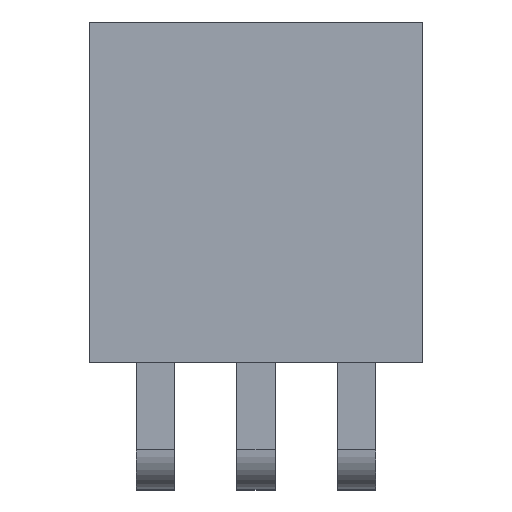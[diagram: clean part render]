
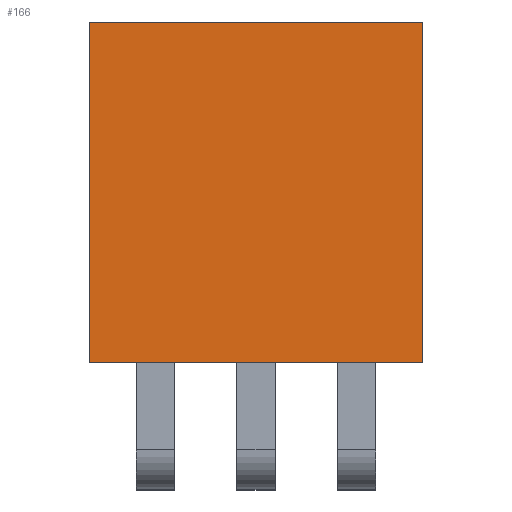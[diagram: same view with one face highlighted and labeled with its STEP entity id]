
A CAD part, top view. The second image highlights one B-rep face of the part: STEP entity #166.
In plain terms, the highlighted planar face has unit normal (0, 0, 1).
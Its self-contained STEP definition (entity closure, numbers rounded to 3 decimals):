
#55 = FACE_OUTER_BOUND ( 'NONE', #1053, .T. ) ;
#60 = EDGE_CURVE ( 'NONE', #694, #679, #837, .T. ) ;
#66 = ORIENTED_EDGE ( 'NONE', *, *, #847, .F. ) ;
#94 = VERTEX_POINT ( 'NONE', #682 ) ;
#148 = DIRECTION ( 'NONE',  ( 1., 0., 0. ) ) ;
#166 = ADVANCED_FACE ( 'NONE', ( #55 ), #676, .F. ) ;
#183 = CARTESIAN_POINT ( 'NONE',  ( 0., 4.3, 0. ) ) ;
#254 = VECTOR ( 'NONE', #327, 1000. ) ;
#284 = DIRECTION ( 'NONE',  ( -1., 0., 0. ) ) ;
#302 = CARTESIAN_POINT ( 'NONE',  ( 0., 4.3, 0. ) ) ;
#327 = DIRECTION ( 'NONE',  ( 0., -1., 0. ) ) ;
#328 = EDGE_CURVE ( 'NONE', #694, #909, #466, .T. ) ;
#331 = VECTOR ( 'NONE', #350, 1000. ) ;
#340 = LINE ( 'NONE', #565, #404 ) ;
#350 = DIRECTION ( 'NONE',  ( 0., -1., 0. ) ) ;
#404 = VECTOR ( 'NONE', #148, 1000. ) ;
#445 = ORIENTED_EDGE ( 'NONE', *, *, #60, .F. ) ;
#466 = LINE ( 'NONE', #677, #331 ) ;
#504 = DIRECTION ( 'NONE',  ( 1., 0., 0. ) ) ;
#525 = DIRECTION ( 'NONE',  ( 0., 0., -1. ) ) ;
#565 = CARTESIAN_POINT ( 'NONE',  ( 0., 0., 0. ) ) ;
#633 = LINE ( 'NONE', #828, #254 ) ;
#635 = ORIENTED_EDGE ( 'NONE', *, *, #834, .T. ) ;
#676 = PLANE ( 'NONE',  #1011 ) ;
#677 = CARTESIAN_POINT ( 'NONE',  ( 0., 4.3, 0. ) ) ;
#679 = VERTEX_POINT ( 'NONE', #977 ) ;
#682 = CARTESIAN_POINT ( 'NONE',  ( 4.21, 0., 0. ) ) ;
#694 = VERTEX_POINT ( 'NONE', #302 ) ;
#828 = CARTESIAN_POINT ( 'NONE',  ( 4.21, 4.3, 0. ) ) ;
#834 = EDGE_CURVE ( 'NONE', #909, #94, #340, .T. ) ;
#837 = LINE ( 'NONE', #183, #908 ) ;
#847 = EDGE_CURVE ( 'NONE', #679, #94, #633, .T. ) ;
#908 = VECTOR ( 'NONE', #504, 1000. ) ;
#909 = VERTEX_POINT ( 'NONE', #1042 ) ;
#977 = CARTESIAN_POINT ( 'NONE',  ( 4.21, 4.3, 0. ) ) ;
#1011 = AXIS2_PLACEMENT_3D ( 'NONE', #1029, #525, #284 ) ;
#1029 = CARTESIAN_POINT ( 'NONE',  ( 0., 4.3, 0. ) ) ;
#1042 = CARTESIAN_POINT ( 'NONE',  ( 0., 0., 0. ) ) ;
#1053 = EDGE_LOOP ( 'NONE', ( #635, #66, #445, #1089 ) ) ;
#1089 = ORIENTED_EDGE ( 'NONE', *, *, #328, .T. ) ;
